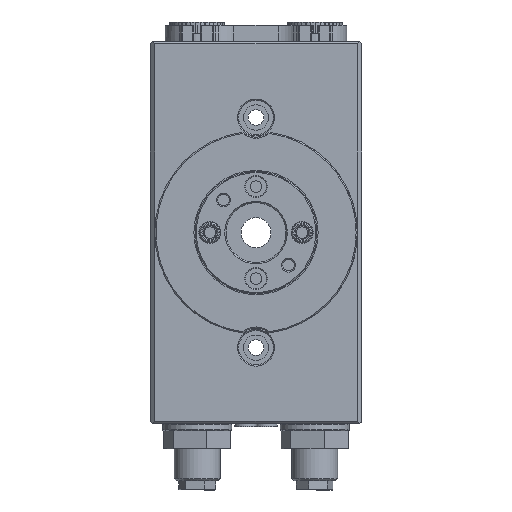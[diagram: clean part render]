
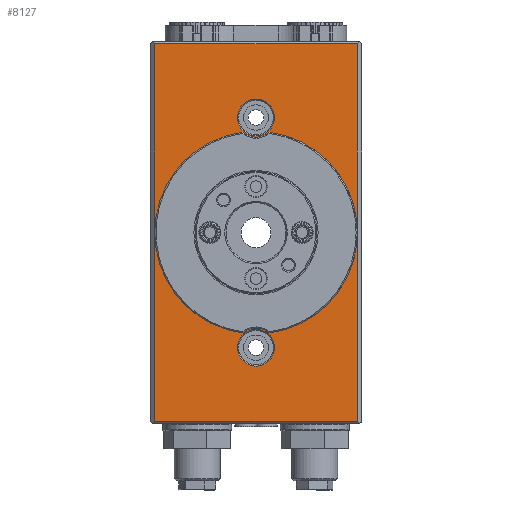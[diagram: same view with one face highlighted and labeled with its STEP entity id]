
A CAD part, front view. The second image highlights one B-rep face of the part: STEP entity #8127.
In plain terms, the highlighted face is planar.
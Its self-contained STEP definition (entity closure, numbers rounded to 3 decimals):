
#481 = VERTEX_POINT ( 'NONE', #30488 ) ;
#3147 = ORIENTED_EDGE ( 'NONE', *, *, #52726, .T. ) ;
#3276 = LINE ( 'NONE', #39221, #9556 ) ;
#3417 = FACE_BOUND ( 'NONE', #50459, .T. ) ;
#4006 = EDGE_CURVE ( 'NONE', #59163, #481, #58358, .T. ) ;
#4078 = CIRCLE ( 'NONE', #5309, 8. ) ;
#4149 = LINE ( 'NONE', #39897, #22819 ) ;
#5309 = AXIS2_PLACEMENT_3D ( 'NONE', #17824, #57888, #7792 ) ;
#6293 = DIRECTION ( 'NONE',  ( -1., 0., 0. ) ) ;
#6501 = CARTESIAN_POINT ( 'NONE',  ( -82., 50.5, -44. ) ) ;
#7634 = DIRECTION ( 'NONE',  ( 0., 0., -1. ) ) ;
#7792 = DIRECTION ( 'NONE',  ( 0., 0., -1. ) ) ;
#7922 = VERTEX_POINT ( 'NONE', #43299 ) ;
#8127 = ADVANCED_FACE ( 'NONE', ( #16679, #46107, #3417, #50786 ), #28876, .F. ) ;
#9137 = DIRECTION ( 'NONE',  ( 0., 0., -1. ) ) ;
#9556 = VECTOR ( 'NONE', #44206, 1000. ) ;
#10210 = CARTESIAN_POINT ( 'NONE',  ( 82., 50.5, 44. ) ) ;
#10532 = VERTEX_POINT ( 'NONE', #6501 ) ;
#10941 = CARTESIAN_POINT ( 'NONE',  ( -82., 50.5, 44. ) ) ;
#12399 = CARTESIAN_POINT ( 'NONE',  ( -50., 50.5, -8. ) ) ;
#12462 = ORIENTED_EDGE ( 'NONE', *, *, #4006, .T. ) ;
#12623 = DIRECTION ( 'NONE',  ( 0., -1., 0. ) ) ;
#13116 = AXIS2_PLACEMENT_3D ( 'NONE', #52443, #22810, #61855 ) ;
#13995 = ORIENTED_EDGE ( 'NONE', *, *, #14401, .T. ) ;
#14226 = EDGE_LOOP ( 'NONE', ( #26650, #26068 ) ) ;
#14401 = EDGE_CURVE ( 'NONE', #10532, #33798, #37683, .T. ) ;
#15880 = AXIS2_PLACEMENT_3D ( 'NONE', #39438, #33792, #34684 ) ;
#16133 = EDGE_CURVE ( 'NONE', #26016, #10532, #4149, .T. ) ;
#16657 = DIRECTION ( 'NONE',  ( 0., -1., 0. ) ) ;
#16679 = FACE_BOUND ( 'NONE', #24322, .T. ) ;
#17824 = CARTESIAN_POINT ( 'NONE',  ( 50., 50.5, 0. ) ) ;
#18731 = CARTESIAN_POINT ( 'NONE',  ( 0., 50.5, 0. ) ) ;
#19043 = VERTEX_POINT ( 'NONE', #10210 ) ;
#20122 = CIRCLE ( 'NONE', #13116, 36.5 ) ;
#20396 = EDGE_CURVE ( 'NONE', #24638, #48219, #20122, .T. ) ;
#22608 = DIRECTION ( 'NONE',  ( 1., 0., 0. ) ) ;
#22810 = DIRECTION ( 'NONE',  ( 0., -1., 0. ) ) ;
#22819 = VECTOR ( 'NONE', #6293, 1000. ) ;
#23797 = VECTOR ( 'NONE', #30041, 1000. ) ;
#24322 = EDGE_LOOP ( 'NONE', ( #29709, #12462 ) ) ;
#24404 = CIRCLE ( 'NONE', #44793, 8. ) ;
#24413 = CIRCLE ( 'NONE', #15880, 8. ) ;
#24638 = VERTEX_POINT ( 'NONE', #61089 ) ;
#25064 = CARTESIAN_POINT ( 'NONE',  ( -82., 50.5, 0. ) ) ;
#25138 = EDGE_CURVE ( 'NONE', #481, #59163, #24404, .T. ) ;
#25570 = EDGE_LOOP ( 'NONE', ( #13995, #39099, #28786, #35203 ) ) ;
#26016 = VERTEX_POINT ( 'NONE', #46169 ) ;
#26068 = ORIENTED_EDGE ( 'NONE', *, *, #52054, .T. ) ;
#26650 = ORIENTED_EDGE ( 'NONE', *, *, #36235, .T. ) ;
#28786 = ORIENTED_EDGE ( 'NONE', *, *, #59411, .T. ) ;
#28876 = PLANE ( 'NONE',  #39804 ) ;
#29709 = ORIENTED_EDGE ( 'NONE', *, *, #25138, .T. ) ;
#30041 = DIRECTION ( 'NONE',  ( 0., 0., 1. ) ) ;
#30488 = CARTESIAN_POINT ( 'NONE',  ( -50., 50.5, 8. ) ) ;
#33686 = AXIS2_PLACEMENT_3D ( 'NONE', #35907, #16657, #51085 ) ;
#33792 = DIRECTION ( 'NONE',  ( 0., -1., 0. ) ) ;
#33798 = VERTEX_POINT ( 'NONE', #10941 ) ;
#34684 = DIRECTION ( 'NONE',  ( 0., 0., -1. ) ) ;
#35203 = ORIENTED_EDGE ( 'NONE', *, *, #16133, .T. ) ;
#35907 = CARTESIAN_POINT ( 'NONE',  ( 0., 50.5, 0. ) ) ;
#36235 = EDGE_CURVE ( 'NONE', #7922, #57072, #4078, .T. ) ;
#37683 = LINE ( 'NONE', #25064, #23797 ) ;
#39099 = ORIENTED_EDGE ( 'NONE', *, *, #60977, .T. ) ;
#39221 = CARTESIAN_POINT ( 'NONE',  ( 82., 50.5, 0. ) ) ;
#39438 = CARTESIAN_POINT ( 'NONE',  ( 50., 50.5, 0. ) ) ;
#39804 = AXIS2_PLACEMENT_3D ( 'NONE', #18731, #58363, #9137 ) ;
#39897 = CARTESIAN_POINT ( 'NONE',  ( 0., 50.5, -44. ) ) ;
#40632 = CIRCLE ( 'NONE', #33686, 36.5 ) ;
#41849 = CARTESIAN_POINT ( 'NONE',  ( 0., 50.5, 44. ) ) ;
#42297 = CARTESIAN_POINT ( 'NONE',  ( -50., 50.5, 0. ) ) ;
#43299 = CARTESIAN_POINT ( 'NONE',  ( 50., 50.5, 8. ) ) ;
#44144 = DIRECTION ( 'NONE',  ( 0., 0., -1. ) ) ;
#44206 = DIRECTION ( 'NONE',  ( 0., 0., -1. ) ) ;
#44766 = DIRECTION ( 'NONE',  ( 0., -1., 0. ) ) ;
#44793 = AXIS2_PLACEMENT_3D ( 'NONE', #42297, #12623, #7634 ) ;
#45590 = ORIENTED_EDGE ( 'NONE', *, *, #20396, .T. ) ;
#46043 = CARTESIAN_POINT ( 'NONE',  ( 50., 50.5, -8. ) ) ;
#46107 = FACE_BOUND ( 'NONE', #14226, .T. ) ;
#46169 = CARTESIAN_POINT ( 'NONE',  ( 82., 50.5, -44. ) ) ;
#48219 = VERTEX_POINT ( 'NONE', #57445 ) ;
#49560 = CARTESIAN_POINT ( 'NONE',  ( -50., 50.5, 0. ) ) ;
#50459 = EDGE_LOOP ( 'NONE', ( #45590, #3147 ) ) ;
#50786 = FACE_OUTER_BOUND ( 'NONE', #25570, .T. ) ;
#51085 = DIRECTION ( 'NONE',  ( 0., 0., -1. ) ) ;
#52054 = EDGE_CURVE ( 'NONE', #57072, #7922, #24413, .T. ) ;
#52147 = LINE ( 'NONE', #41849, #54466 ) ;
#52443 = CARTESIAN_POINT ( 'NONE',  ( 0., 50.5, 0. ) ) ;
#52517 = AXIS2_PLACEMENT_3D ( 'NONE', #49560, #44766, #44144 ) ;
#52726 = EDGE_CURVE ( 'NONE', #48219, #24638, #40632, .T. ) ;
#54466 = VECTOR ( 'NONE', #22608, 1000. ) ;
#57072 = VERTEX_POINT ( 'NONE', #46043 ) ;
#57445 = CARTESIAN_POINT ( 'NONE',  ( 0., 50.5, -36.5 ) ) ;
#57888 = DIRECTION ( 'NONE',  ( 0., -1., 0. ) ) ;
#58358 = CIRCLE ( 'NONE', #52517, 8. ) ;
#58363 = DIRECTION ( 'NONE',  ( 0., -1., 0. ) ) ;
#59163 = VERTEX_POINT ( 'NONE', #12399 ) ;
#59411 = EDGE_CURVE ( 'NONE', #19043, #26016, #3276, .T. ) ;
#60977 = EDGE_CURVE ( 'NONE', #33798, #19043, #52147, .T. ) ;
#61089 = CARTESIAN_POINT ( 'NONE',  ( 0., 50.5, 36.5 ) ) ;
#61855 = DIRECTION ( 'NONE',  ( 0., 0., -1. ) ) ;
